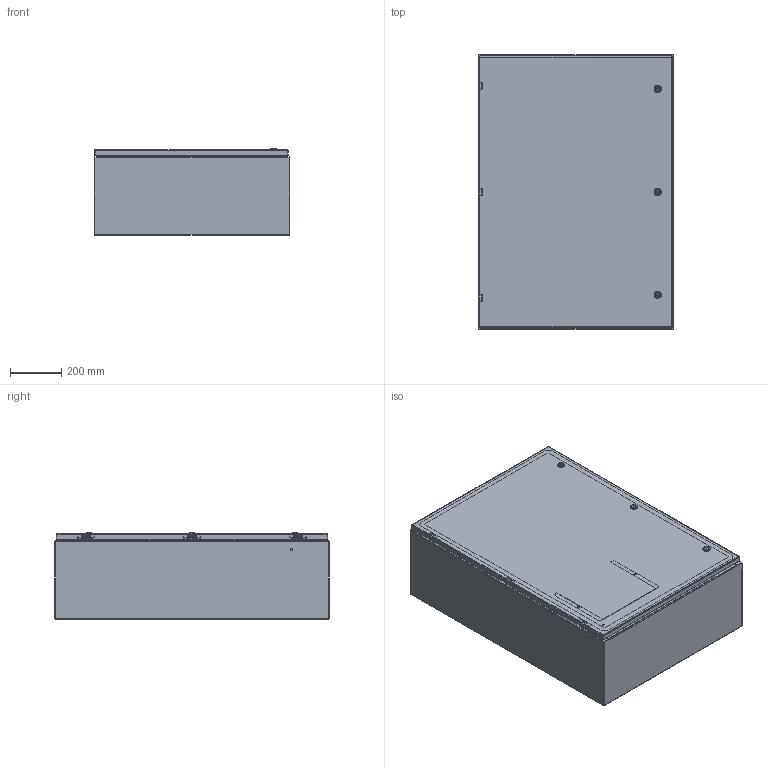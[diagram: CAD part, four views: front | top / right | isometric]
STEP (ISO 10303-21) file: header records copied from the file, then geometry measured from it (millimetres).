
FILE_DESCRIPTION (( 'STEP AP203' ), '1' );
FILE_NAME ('SCE-42EL3012SSLP.step', '2021-02-09T16:24:36', ( 'ADC123' ), ( 'Microsoft' ), 'SwSTEP 2.0', 'SolidWorks 2019', '' );
FILE_SCHEMA (( 'CONFIG_CONTROL_DESIGN' ));
Products named in the file (1): SCE-42EL3012SSLP
Bounding box: 762 x 1066.8 x 336.05 mm (x, y, z)
Surface area: 7807797.4 mm2 (no closed solid volume)
Topology: 0 solids, 67 shells, 3802 faces, 9904 edges, 6221 vertices
Faces by surface type: plane 1798, cylinder 1051, bspline 833, cone 87, torus 33
Full cylindrical faces by diameter (mm): 3.454 x3, 3.962 x3, 3.978 x3, 4.318 x9, 4.369 x6, 4.978 x12, 5 x3, 5.156 x6, 5.182 x6, 5.2 x6, 5.5 x3, 5.537 x3, 6.198 x6, 6.299 x4, 6.35 x6, 6.363 x2, 6.756 x6, 7.137 x4, 8.433 x6, 9.296 x6, 9.322 x6, 9.525 x6, 9.9 x3, 10 x3, 11.112 x4, 12.7 x6, 12.8 x3, 13.5 x3, 14.288 x2, 16 x3
Entity records: 158784 total; most frequent: CARTESIAN_POINT 75389, ORIENTED_EDGE 18527, DIRECTION 14934, EDGE_CURVE 9268, VERTEX_POINT 6036, AXIS2_PLACEMENT_3D 5129, VECTOR 4676, LINE 4676
